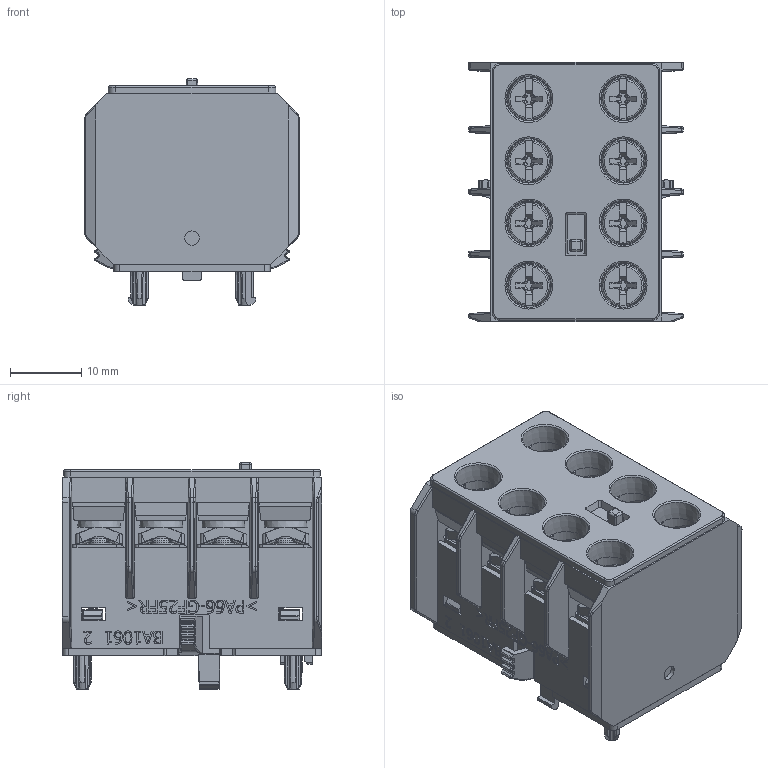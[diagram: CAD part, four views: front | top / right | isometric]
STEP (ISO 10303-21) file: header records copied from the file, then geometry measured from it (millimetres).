
FILE_DESCRIPTION(/* description */ (''),/* implementation_level */ '2;1');
FILE_NAME(/* name */ 'FILE_STP_CAD_DRAWING_2d_11BGX10_4_prt.stp',/* time_stamp */ '2021-09-08T08:17:28+02:00',/* author */ (''),/* organization */ (''),/* preprocessor_version */ 'ST-DEVELOPER v16.7',/* originating_system */ 'SIEMENS PLM Software NX 12.0',/* authorisation */ '');
FILE_SCHEMA (('AUTOMOTIVE_DESIGN { 1 0 10303 214 3 1 1 1 }'));
Products named in the file (2): 3d_11BGX10_4; 2d_11BGX10_4
Assembly tree (1 placements, depth 2):
  2d_11BGX10_4
    3d_11BGX10_4
Bounding box: 30 x 36.3 x 31.7 mm (x, y, z)
Surface area: 16276.3 mm2 (no closed solid volume)
Topology: 0 solids, 42 shells, 2843 faces, 9527 edges, 6423 vertices
Faces by surface type: plane 1614, cylinder 710, bspline 347, cone 76, torus 48, sphere 48
Full cylindrical faces by diameter (mm): 2 x1, 2.2 x8, 2.3 x8, 2.5 x8, 3 x16, 3.04 x8, 3.5 x4, 6.2 x8
Entity records: 108386 total; most frequent: CARTESIAN_POINT 28617, ORIENTED_EDGE 15998, DIRECTION 15631, EDGE_CURVE 9354, VERTEX_POINT 6383, LINE 5937, VECTOR 5937, AXIS2_PLACEMENT_3D 4847
